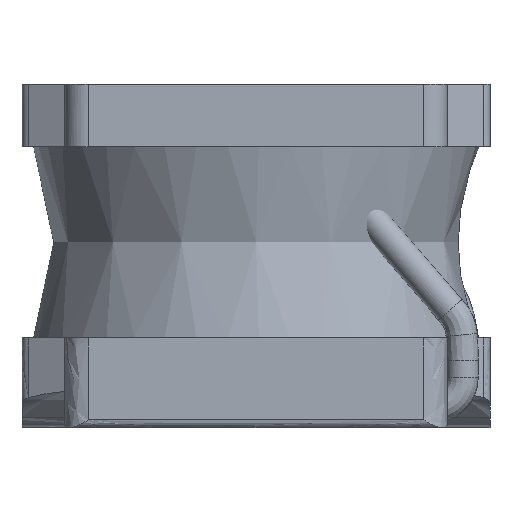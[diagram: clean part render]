
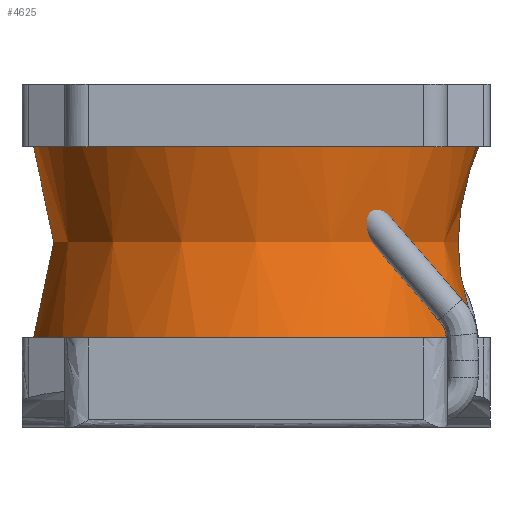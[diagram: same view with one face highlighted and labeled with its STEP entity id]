
A CAD part, left-side view. The second image highlights one B-rep face of the part: STEP entity #4625.
In plain terms, the highlighted free-form (B-spline) face has degree [2, 2] with [3, 9] control points.
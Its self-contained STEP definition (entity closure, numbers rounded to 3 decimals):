
#4540=CARTESIAN_POINT('',(0.,-2.857,-3.35));
#4541=VERTEX_POINT('',#4540);
#4542=CARTESIAN_POINT('',(0.,-2.857,-3.35));
#4543=CARTESIAN_POINT('',(-2.857,-2.857,-3.35));
#4544=CARTESIAN_POINT('',(-2.857,0.,-3.35));
#4545=CARTESIAN_POINT('',(-2.857,2.857,-3.35));
#4546=CARTESIAN_POINT('',(0.,2.857,-3.35));
#4547=CARTESIAN_POINT('',(2.857,2.857,-3.35));
#4548=CARTESIAN_POINT('',(2.857,0.,-3.35));
#4549=CARTESIAN_POINT('',(2.857,-2.857,-3.35));
#4550=CARTESIAN_POINT('',(0.,-2.857,-3.35));
#4551=(BOUNDED_CURVE()B_SPLINE_CURVE(2,(#4542,#4543,#4544,#4545,#4546,#4547,#4548,#4549,#4550),.CIRCULAR_ARC.,.T.,.U.)B_SPLINE_CURVE_WITH_KNOTS((3,2,2,2,3),(0.,0.25,0.5,0.75,1.),.UNSPECIFIED.)CURVE()GEOMETRIC_REPRESENTATION_ITEM()RATIONAL_B_SPLINE_CURVE((1.,0.707,1.,0.707,1.,0.707,1.,0.707,1.))REPRESENTATION_ITEM(''));
#4552=EDGE_CURVE('',#4541,#4541,#4551,.T.);
#4573=CARTESIAN_POINT('',(0.,-2.857,-3.35));
#4574=CARTESIAN_POINT('',(-2.857,-2.857,-3.35));
#4575=CARTESIAN_POINT('',(-2.857,0.,-3.35));
#4576=CARTESIAN_POINT('',(-2.857,2.857,-3.35));
#4577=CARTESIAN_POINT('',(0.,2.857,-3.35));
#4578=CARTESIAN_POINT('',(2.857,2.857,-3.35));
#4579=CARTESIAN_POINT('',(2.857,0.,-3.35));
#4580=CARTESIAN_POINT('',(2.857,-2.857,-3.35));
#4581=CARTESIAN_POINT('',(0.,-2.857,-3.35));
#4582=CARTESIAN_POINT('',(0.,-2.303,-2.125));
#4583=CARTESIAN_POINT('',(-2.303,-2.303,-2.125));
#4584=CARTESIAN_POINT('',(-2.303,0.,-2.125));
#4585=CARTESIAN_POINT('',(-2.303,2.303,-2.125));
#4586=CARTESIAN_POINT('',(0.,2.303,-2.125));
#4587=CARTESIAN_POINT('',(2.303,2.303,-2.125));
#4588=CARTESIAN_POINT('',(2.303,0.,-2.125));
#4589=CARTESIAN_POINT('',(2.303,-2.303,-2.125));
#4590=CARTESIAN_POINT('',(0.,-2.303,-2.125));
#4591=CARTESIAN_POINT('',(0.,-2.857,-0.9));
#4592=CARTESIAN_POINT('',(-2.857,-2.857,-0.9));
#4593=CARTESIAN_POINT('',(-2.857,0.,-0.9));
#4594=CARTESIAN_POINT('',(-2.857,2.857,-0.9));
#4595=CARTESIAN_POINT('',(0.,2.857,-0.9));
#4596=CARTESIAN_POINT('',(2.857,2.857,-0.9));
#4597=CARTESIAN_POINT('',(2.857,0.,-0.9));
#4598=CARTESIAN_POINT('',(2.857,-2.857,-0.9));
#4599=CARTESIAN_POINT('',(0.,-2.857,-0.9));
#4600=(BOUNDED_SURFACE()B_SPLINE_SURFACE(2,2,((#4573,#4574,#4575,#4576,#4577,#4578,#4579,#4580,#4581),(#4582,#4583,#4584,#4585,#4586,#4587,#4588,#4589,#4590),(#4591,#4592,#4593,#4594,#4595,#4596,#4597,#4598,#4599)),.UNSPECIFIED.,.F.,.T.,.U.)B_SPLINE_SURFACE_WITH_KNOTS((3,3),(3,2,2,2,3),(0.,1.),(0.,0.25,0.5,0.75,1.),.UNSPECIFIED.)GEOMETRIC_REPRESENTATION_ITEM()RATIONAL_B_SPLINE_SURFACE(((1.,0.707,1.,0.707,1.,0.707,1.,0.707,1.),(0.911,0.644,0.911,0.644,0.911,0.644,0.911,0.644,0.911),(1.,0.707,1.,0.707,1.,0.707,1.,0.707,1.)))REPRESENTATION_ITEM('')SURFACE());
#4601=CARTESIAN_POINT('',(0.,-2.857,-0.9));
#4602=VERTEX_POINT('',#4601);
#4603=CARTESIAN_POINT('',(0.,-2.857,-3.35));
#4604=CARTESIAN_POINT('',(0.,-2.303,-2.125));
#4605=CARTESIAN_POINT('',(0.,-2.857,-0.9));
#4606=(BOUNDED_CURVE()B_SPLINE_CURVE(2,(#4603,#4604,#4605),.CIRCULAR_ARC.,.F.,.U.)B_SPLINE_CURVE_WITH_KNOTS((3,3),(0.,1.),.UNSPECIFIED.)CURVE()GEOMETRIC_REPRESENTATION_ITEM()RATIONAL_B_SPLINE_CURVE((1.,0.911,1.))REPRESENTATION_ITEM(''));
#4607=EDGE_CURVE('',#4541,#4602,#4606,.T.);
#4608=ORIENTED_EDGE('',*,*,#4607,.T.);
#4609=CARTESIAN_POINT('',(0.,-2.857,-0.9));
#4610=CARTESIAN_POINT('',(-2.857,-2.857,-0.9));
#4611=CARTESIAN_POINT('',(-2.857,0.,-0.9));
#4612=CARTESIAN_POINT('',(-2.857,2.857,-0.9));
#4613=CARTESIAN_POINT('',(0.,2.857,-0.9));
#4614=CARTESIAN_POINT('',(2.857,2.857,-0.9));
#4615=CARTESIAN_POINT('',(2.857,0.,-0.9));
#4616=CARTESIAN_POINT('',(2.857,-2.857,-0.9));
#4617=CARTESIAN_POINT('',(0.,-2.857,-0.9));
#4618=(BOUNDED_CURVE()B_SPLINE_CURVE(2,(#4609,#4610,#4611,#4612,#4613,#4614,#4615,#4616,#4617),.CIRCULAR_ARC.,.T.,.U.)B_SPLINE_CURVE_WITH_KNOTS((3,2,2,2,3),(0.,0.25,0.5,0.75,1.),.UNSPECIFIED.)CURVE()GEOMETRIC_REPRESENTATION_ITEM()RATIONAL_B_SPLINE_CURVE((1.,0.707,1.,0.707,1.,0.707,1.,0.707,1.))REPRESENTATION_ITEM(''));
#4619=EDGE_CURVE('',#4602,#4602,#4618,.T.);
#4620=ORIENTED_EDGE('',*,*,#4619,.T.);
#4621=ORIENTED_EDGE('',*,*,#4607,.F.);
#4622=ORIENTED_EDGE('',*,*,#4552,.F.);
#4623=EDGE_LOOP('',(#4608,#4620,#4621,#4622));
#4624=FACE_OUTER_BOUND('',#4623,.T.);
#4625=ADVANCED_FACE('',(#4624),#4600,.T.);
